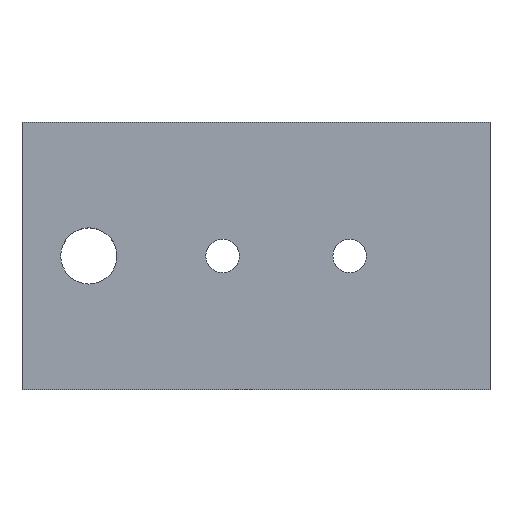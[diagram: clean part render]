
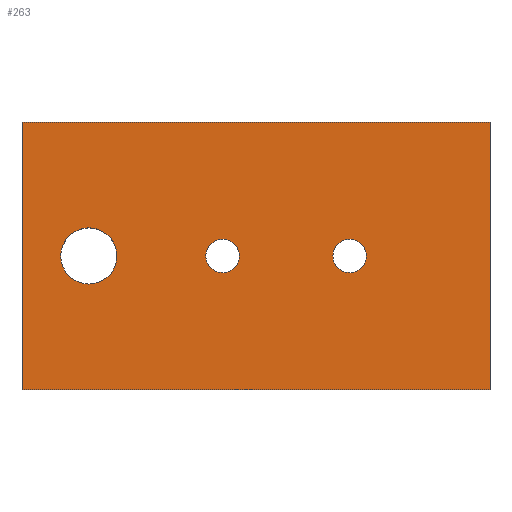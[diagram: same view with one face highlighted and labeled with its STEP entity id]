
A CAD part, top view. The second image highlights one B-rep face of the part: STEP entity #263.
In plain terms, the highlighted planar face has unit normal (0, 0, 1).
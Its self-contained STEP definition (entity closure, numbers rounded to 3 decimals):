
#25=FACE_BOUND('',#63,.T.);
#26=FACE_BOUND('',#64,.T.);
#27=FACE_BOUND('',#65,.T.);
#31=CIRCLE('',#289,1.25);
#32=CIRCLE('',#291,1.25);
#33=CIRCLE('',#293,2.1);
#46=FACE_OUTER_BOUND('',#62,.T.);
#62=EDGE_LOOP('',(#234,#235,#236,#237));
#63=EDGE_LOOP('',(#238));
#64=EDGE_LOOP('',(#239));
#65=EDGE_LOOP('',(#240));
#73=LINE('',#395,#100);
#79=LINE('',#407,#106);
#88=LINE('',#431,#115);
#91=LINE('',#436,#118);
#100=VECTOR('',#320,10.);
#106=VECTOR('',#330,10.);
#115=VECTOR('',#357,10.);
#118=VECTOR('',#362,10.);
#129=VERTEX_POINT('',#392);
#130=VERTEX_POINT('',#394);
#134=VERTEX_POINT('',#406);
#137=VERTEX_POINT('',#418);
#138=VERTEX_POINT('',#422);
#139=VERTEX_POINT('',#426);
#140=VERTEX_POINT('',#430);
#152=EDGE_CURVE('',#130,#129,#73,.T.);
#158=EDGE_CURVE('',#134,#130,#79,.T.);
#164=EDGE_CURVE('',#137,#137,#31,.T.);
#166=EDGE_CURVE('',#138,#138,#32,.T.);
#168=EDGE_CURVE('',#139,#139,#33,.T.);
#170=EDGE_CURVE('',#129,#140,#88,.T.);
#173=EDGE_CURVE('',#140,#134,#91,.T.);
#234=ORIENTED_EDGE('',*,*,#152,.T.);
#235=ORIENTED_EDGE('',*,*,#170,.T.);
#236=ORIENTED_EDGE('',*,*,#173,.T.);
#237=ORIENTED_EDGE('',*,*,#158,.T.);
#238=ORIENTED_EDGE('',*,*,#164,.F.);
#239=ORIENTED_EDGE('',*,*,#166,.F.);
#240=ORIENTED_EDGE('',*,*,#168,.F.);
#250=PLANE('',#297);
#263=ADVANCED_FACE('',(#46,#25,#26,#27),#250,.F.);
#289=AXIS2_PLACEMENT_3D('',#419,#342,#343);
#291=AXIS2_PLACEMENT_3D('',#423,#347,#348);
#293=AXIS2_PLACEMENT_3D('',#427,#352,#353);
#297=AXIS2_PLACEMENT_3D('',#439,#366,#367);
#320=DIRECTION('',(0.,1.,0.));
#330=DIRECTION('',(1.,0.,0.));
#342=DIRECTION('center_axis',(0.,0.,1.));
#343=DIRECTION('ref_axis',(-1.,0.,0.));
#347=DIRECTION('center_axis',(0.,0.,1.));
#348=DIRECTION('ref_axis',(-1.,0.,0.));
#352=DIRECTION('center_axis',(0.,0.,1.));
#353=DIRECTION('ref_axis',(-1.,0.,0.));
#357=DIRECTION('',(-1.,0.,0.));
#362=DIRECTION('',(0.,-1.,0.));
#366=DIRECTION('center_axis',(0.,0.,-1.));
#367=DIRECTION('ref_axis',(-1.,0.,0.));
#392=CARTESIAN_POINT('',(58.,20.,65.5));
#394=CARTESIAN_POINT('',(58.,0.,65.5));
#395=CARTESIAN_POINT('',(58.,0.,65.5));
#406=CARTESIAN_POINT('',(23.,0.,65.5));
#407=CARTESIAN_POINT('',(23.,0.,65.5));
#418=CARTESIAN_POINT('',(48.75,10.,65.5));
#419=CARTESIAN_POINT('Origin',(47.5,10.,65.5));
#422=CARTESIAN_POINT('',(39.25,10.,65.5));
#423=CARTESIAN_POINT('Origin',(38.,10.,65.5));
#426=CARTESIAN_POINT('',(30.1,10.,65.5));
#427=CARTESIAN_POINT('Origin',(28.,10.,65.5));
#430=CARTESIAN_POINT('',(23.,20.,65.5));
#431=CARTESIAN_POINT('',(63.,20.,65.5));
#436=CARTESIAN_POINT('',(23.,20.,65.5));
#439=CARTESIAN_POINT('Origin',(40.5,16.5,65.5));
